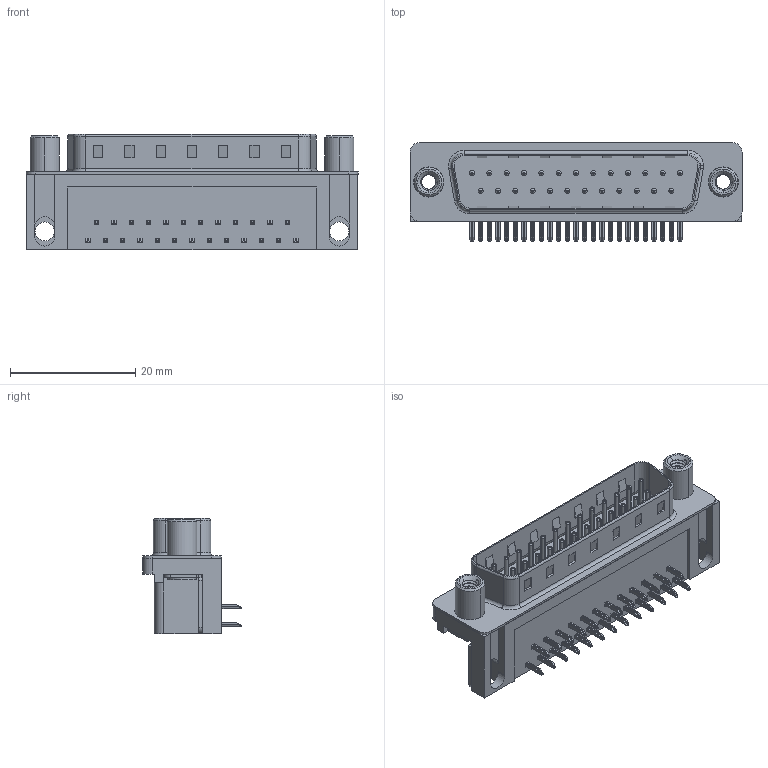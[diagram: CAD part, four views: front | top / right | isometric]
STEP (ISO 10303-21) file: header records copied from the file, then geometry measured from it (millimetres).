
FILE_DESCRIPTION (( 'STEP AP203' ), '1' );
FILE_NAME ('621-025-360-010.STEP', '2019-11-19T04:04:50', ( '' ), ( '' ), 'SwSTEP 2.0', 'SolidWorks 2016', '' );
FILE_SCHEMA (( 'CONFIG_CONTROL_DESIGN' ));
Length unit declared in the file: millimetre
Products named in the file (7): 621-025-360-010; 621 Round Threaded Standoff; 621 Thru Hole Board Mount; 621 Contact Top; 621 Shell_25 Socket; 621 Contact Bottom; 621 Housing_25 Socket
Assembly tree (31 placements, depth 2):
  621-025-360-010
    621 Housing_25 Socket
    621 Shell_25 Socket
    621 Contact Bottom  x12
    621 Contact Top  x13
    621 Thru Hole Board Mount  x2
    621 Round Threaded Standoff  x2
Bounding box: 53.04 x 15.73 x 18.4 mm (x, y, z)
Volume: 6436 mm3; surface area: 7868.8 mm2
Topology: 31 solids, 31 shells, 2255 faces, 5603 edges, 3465 vertices
Faces by surface type: plane 1395, cylinder 667, torus 165, bspline 16, cone 12
Entity records: 22689 total; most frequent: CARTESIAN_POINT 5331, DIRECTION 3338, ORIENTED_EDGE 3256, EDGE_CURVE 1628, LINE 1142, VECTOR 1142, AXIS2_PLACEMENT_3D 1098, VERTEX_POINT 1047
